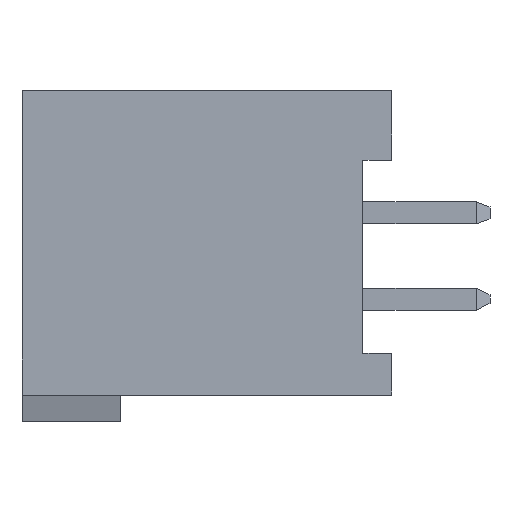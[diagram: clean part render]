
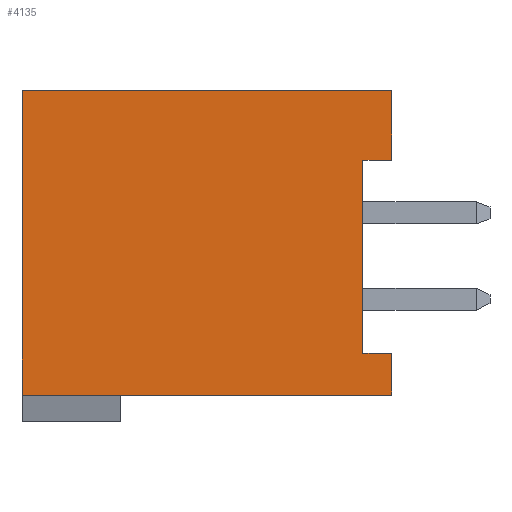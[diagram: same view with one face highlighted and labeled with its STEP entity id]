
A CAD part, left-side view. The second image highlights one B-rep face of the part: STEP entity #4135.
In plain terms, the highlighted planar face has unit normal (-1, 0, 0).
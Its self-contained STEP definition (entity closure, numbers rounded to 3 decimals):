
#581=DIRECTION('',(0.,0.,1.));
#582=VECTOR('',#581,2.05);
#583=CARTESIAN_POINT('',(-8.79,-5.45,2.825));
#584=LINE('',#583,#582);
#601=DIRECTION('',(0.,0.,1.));
#602=VECTOR('',#601,1.225);
#603=CARTESIAN_POINT('',(-8.79,-5.45,-4.1));
#604=LINE('',#603,#602);
#625=DIRECTION('',(0.,-1.,0.));
#626=VECTOR('',#625,10.9);
#627=CARTESIAN_POINT('',(-8.79,5.45,-4.1));
#628=LINE('',#627,#626);
#629=DIRECTION('',(0.,0.,1.));
#630=VECTOR('',#629,8.975);
#631=CARTESIAN_POINT('',(-8.79,5.45,-4.1));
#632=LINE('',#631,#630);
#633=DIRECTION('',(0.,1.,0.));
#634=VECTOR('',#633,0.85);
#635=CARTESIAN_POINT('',(-8.79,-5.45,2.825));
#636=LINE('',#635,#634);
#637=DIRECTION('',(0.,0.,1.));
#638=VECTOR('',#637,5.7);
#639=CARTESIAN_POINT('',(-8.79,-4.6,-2.875));
#640=LINE('',#639,#638);
#641=DIRECTION('',(0.,1.,0.));
#642=VECTOR('',#641,0.85);
#643=CARTESIAN_POINT('',(-8.79,-5.45,-2.875));
#644=LINE('',#643,#642);
#649=DIRECTION('',(0.,-1.,0.));
#650=VECTOR('',#649,10.9);
#651=CARTESIAN_POINT('',(-8.79,5.45,4.875));
#652=LINE('',#651,#650);
#2585=CARTESIAN_POINT('',(-8.79,5.45,4.875));
#2586=CARTESIAN_POINT('',(-8.79,-5.45,4.875));
#2587=VERTEX_POINT('',#2585);
#2588=VERTEX_POINT('',#2586);
#2605=CARTESIAN_POINT('',(-8.79,-5.45,-2.875));
#2606=CARTESIAN_POINT('',(-8.79,-4.6,-2.875));
#2607=VERTEX_POINT('',#2605);
#2608=VERTEX_POINT('',#2606);
#2609=CARTESIAN_POINT('',(-8.79,-4.6,2.825));
#2610=VERTEX_POINT('',#2609);
#2611=CARTESIAN_POINT('',(-8.79,-5.45,2.825));
#2612=VERTEX_POINT('',#2611);
#2699=CARTESIAN_POINT('',(-8.79,5.45,-4.1));
#2700=CARTESIAN_POINT('',(-8.79,-5.45,-4.1));
#2701=VERTEX_POINT('',#2699);
#2702=VERTEX_POINT('',#2700);
#4118=CARTESIAN_POINT('',(-8.79,5.45,-4.875));
#4119=DIRECTION('',(-1.,0.,0.));
#4120=DIRECTION('',(0.,-1.,0.));
#4121=AXIS2_PLACEMENT_3D('',#4118,#4119,#4120);
#4122=PLANE('',#4121);
#4123=ORIENTED_EDGE('',*,*,#3583,.F.);
#4124=ORIENTED_EDGE('',*,*,#3471,.T.);
#4126=ORIENTED_EDGE('',*,*,#4125,.T.);
#4127=ORIENTED_EDGE('',*,*,#4070,.F.);
#4128=ORIENTED_EDGE('',*,*,#3851,.T.);
#4129=ORIENTED_EDGE('',*,*,#3892,.F.);
#4131=ORIENTED_EDGE('',*,*,#4130,.F.);
#4132=ORIENTED_EDGE('',*,*,#4097,.F.);
#4133=EDGE_LOOP('',(#4123,#4124,#4126,#4127,#4128,#4129,#4131,#4132));
#4134=FACE_OUTER_BOUND('',#4133,.F.);
#4135=ADVANCED_FACE('',(#4134),#4122,.T.);
#3471=EDGE_CURVE('',#2701,#2587,#632,.T.);
#3583=EDGE_CURVE('',#2701,#2702,#628,.T.);
#3851=EDGE_CURVE('',#2612,#2610,#636,.T.);
#3892=EDGE_CURVE('',#2608,#2610,#640,.T.);
#4070=EDGE_CURVE('',#2612,#2588,#584,.T.);
#4097=EDGE_CURVE('',#2702,#2607,#604,.T.);
#4125=EDGE_CURVE('',#2587,#2588,#652,.T.);
#4130=EDGE_CURVE('',#2607,#2608,#644,.T.);
